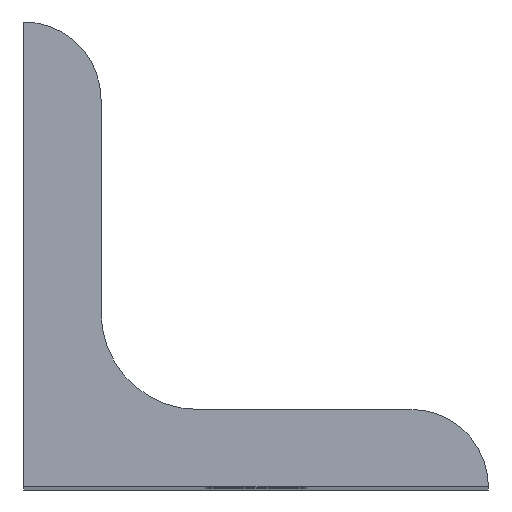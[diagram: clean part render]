
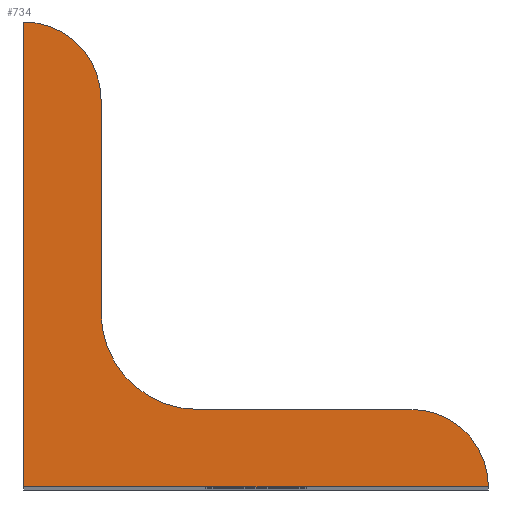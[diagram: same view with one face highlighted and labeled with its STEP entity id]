
A CAD part, top view. The second image highlights one B-rep face of the part: STEP entity #734.
In plain terms, the highlighted planar face has unit normal (0, 0, 1).
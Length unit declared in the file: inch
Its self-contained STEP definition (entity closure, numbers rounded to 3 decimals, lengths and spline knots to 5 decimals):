
#57 = CARTESIAN_POINT ( 'NONE',  ( 0., 0., 5.81 ) ) ;
#68 = LINE ( 'NONE', #69, #70 ) ;
#69 = CARTESIAN_POINT ( 'NONE',  ( 1.5, 0.25, 5.81 ) ) ;
#70 = VECTOR ( 'NONE', #71, 39.37008 ) ;
#71 = DIRECTION ( 'NONE',  ( -1., 0., 0. ) ) ;
#90 = CARTESIAN_POINT ( 'NONE',  ( 0., 1.5, 5.81 ) ) ;
#119 = CARTESIAN_POINT ( 'NONE',  ( 1.25, 0.25, 5.81 ) ) ;
#132 = LINE ( 'NONE', #133, #134 ) ;
#133 = CARTESIAN_POINT ( 'NONE',  ( 0., 0., 5.81 ) ) ;
#134 = VECTOR ( 'NONE', #135, 39.37008 ) ;
#135 = DIRECTION ( 'NONE',  ( 1., 0., 0. ) ) ;
#143 = CARTESIAN_POINT ( 'NONE',  ( 0.25, 1.25, 5.81 ) ) ;
#154 = FACE_OUTER_BOUND ( 'NONE', #704, .T. ) ;
#155 = PLANE ( 'NONE',  #156 ) ;
#156 = AXIS2_PLACEMENT_3D ( 'NONE', #157, #158, #159 ) ;
#157 = CARTESIAN_POINT ( 'NONE',  ( 0., 0., 5.81 ) ) ;
#158 = DIRECTION ( 'NONE',  ( 0., 0., 1. ) ) ;
#159 = DIRECTION ( 'NONE',  ( 1., 0., 0. ) ) ;
#160 = LINE ( 'NONE', #161, #162 ) ;
#161 = CARTESIAN_POINT ( 'NONE',  ( 0., 1.5, 5.81 ) ) ;
#162 = VECTOR ( 'NONE', #163, 39.37008 ) ;
#163 = DIRECTION ( 'NONE',  ( 0., -1., 0. ) ) ;
#197 = CIRCLE ( 'NONE', #198, 0.25 ) ;
#198 = AXIS2_PLACEMENT_3D ( 'NONE', #199, #200, #201 ) ;
#199 = CARTESIAN_POINT ( 'NONE',  ( 0., 1.25, 5.81 ) ) ;
#200 = DIRECTION ( 'NONE',  ( 0., 0., 1. ) ) ;
#201 = DIRECTION ( 'NONE',  ( 1., 0., 0. ) ) ;
#244 = CARTESIAN_POINT ( 'NONE',  ( 0.25, 0.562, 5.81 ) ) ;
#258 = VERTEX_POINT ( 'NONE', #119 ) ;
#307 = CIRCLE ( 'NONE', #308, 0.312 ) ;
#308 = AXIS2_PLACEMENT_3D ( 'NONE', #309, #310, #311 ) ;
#309 = CARTESIAN_POINT ( 'NONE',  ( 0.562, 0.562, 5.81 ) ) ;
#310 = DIRECTION ( 'NONE',  ( 0., 0., -1. ) ) ;
#311 = DIRECTION ( 'NONE',  ( 1., 0., 0. ) ) ;
#325 = ORIENTED_EDGE ( 'NONE', *, *, #911, .T. ) ;
#340 = LINE ( 'NONE', #341, #344 ) ;
#341 = CARTESIAN_POINT ( 'NONE',  ( 0.25, 0.25, 5.81 ) ) ;
#344 = VECTOR ( 'NONE', #345, 39.37008 ) ;
#345 = DIRECTION ( 'NONE',  ( 0., 1., 0. ) ) ;
#409 = CARTESIAN_POINT ( 'NONE',  ( 1.5, 0., 5.81 ) ) ;
#410 = CIRCLE ( 'NONE', #411, 0.25 ) ;
#411 = AXIS2_PLACEMENT_3D ( 'NONE', #412, #413, #416 ) ;
#412 = CARTESIAN_POINT ( 'NONE',  ( 1.25, 0., 5.81 ) ) ;
#413 = DIRECTION ( 'NONE',  ( 0., 0., 1. ) ) ;
#416 = DIRECTION ( 'NONE',  ( 1., 0., 0. ) ) ;
#443 = CARTESIAN_POINT ( 'NONE',  ( 0.562, 0.25, 5.81 ) ) ;
#648 = EDGE_CURVE ( 'NONE', #822, #898, #307, .T. ) ;
#676 = ORIENTED_EDGE ( 'NONE', *, *, #648, .T. ) ;
#681 = ORIENTED_EDGE ( 'NONE', *, *, #885, .T. ) ;
#700 = VERTEX_POINT ( 'NONE', #57 ) ;
#703 = EDGE_CURVE ( 'NONE', #258, #822, #68, .T. ) ;
#704 = EDGE_LOOP ( 'NONE', ( #902, #865, #738, #676, #325, #798, #681 ) ) ;
#734 = ADVANCED_FACE ( 'NONE', ( #154 ), #155, .T. ) ;
#738 = ORIENTED_EDGE ( 'NONE', *, *, #703, .T. ) ;
#746 = EDGE_CURVE ( 'NONE', #884, #870, #197, .T. ) ;
#798 = ORIENTED_EDGE ( 'NONE', *, *, #746, .T. ) ;
#813 = EDGE_CURVE ( 'NONE', #922, #258, #410, .T. ) ;
#822 = VERTEX_POINT ( 'NONE', #443 ) ;
#865 = ORIENTED_EDGE ( 'NONE', *, *, #813, .T. ) ;
#870 = VERTEX_POINT ( 'NONE', #90 ) ;
#879 = EDGE_CURVE ( 'NONE', #700, #922, #132, .T. ) ;
#884 = VERTEX_POINT ( 'NONE', #143 ) ;
#885 = EDGE_CURVE ( 'NONE', #870, #700, #160, .T. ) ;
#898 = VERTEX_POINT ( 'NONE', #244 ) ;
#902 = ORIENTED_EDGE ( 'NONE', *, *, #879, .T. ) ;
#911 = EDGE_CURVE ( 'NONE', #898, #884, #340, .T. ) ;
#922 = VERTEX_POINT ( 'NONE', #409 ) ;
